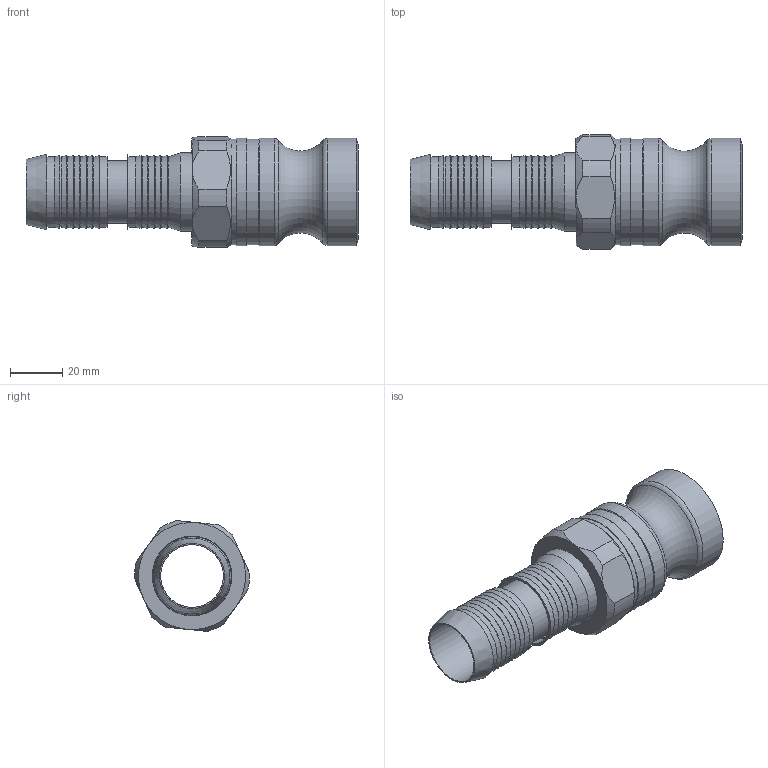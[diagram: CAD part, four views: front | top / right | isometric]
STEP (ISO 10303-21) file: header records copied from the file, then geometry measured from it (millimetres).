
FILE_DESCRIPTION(/* description */ (''),/* implementation_level */ '2;1');
FILE_NAME(/* name */ 'vst_x25_dr.stp',/* time_stamp */ '2020-04-15T13:24:34+02:00',/* author */ ('ertl'),/* organization */ (''),/* preprocessor_version */ 'ST-DEVELOPER v17',/* originating_system */ 'Autodesk Inventor 2018',/* authorisation */ '0 mm^3');
FILE_SCHEMA (('AUTOMOTIVE_DESIGN { 1 0 10303 214 3 1 1 }'));
Length unit declared in the file: millimetre
Products named in the file (1): vst_x25_dr
Bounding box: 127 x 43.97 x 42.4 mm (x, y, z)
Volume: 56795.1 mm3; surface area: 26328.3 mm2
Topology: 1 solids, 1 shells, 82 faces, 219 edges, 156 vertices
Faces by surface type: cylinder 28, cone 26, plane 25, torus 3
Full cylindrical faces by diameter (mm): 24 x1, 27 x14, 30 x1, 30.5 x1, 40.5 x2, 41 x3
Entity records: 2811 total; most frequent: DIRECTION 514, CARTESIAN_POINT 494, ORIENTED_EDGE 438, AXIS2_PLACEMENT_3D 230, EDGE_CURVE 219, VERTEX_POINT 156, CIRCLE 147, EDGE_LOOP 101
